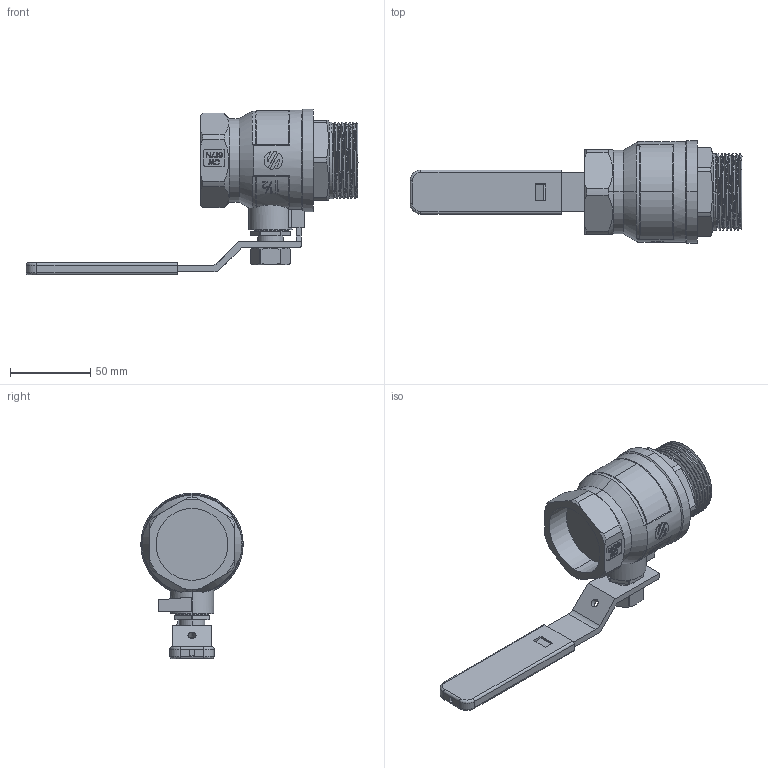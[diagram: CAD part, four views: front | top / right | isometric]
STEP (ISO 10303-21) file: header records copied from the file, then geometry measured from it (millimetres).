
FILE_DESCRIPTION (( 'STEP AP214' ), '1' );
FILE_NAME ('5356.STEP', '2020-10-05T11:08:11', ( '' ), ( '' ), 'SwSTEP 2.0', 'SolidWorks 2012', '' );
FILE_SCHEMA (( 'AUTOMOTIVE_DESIGN' ));
Length unit declared in the file: millimetre
Products named in the file (1): 5356
Bounding box: 207.35 x 64 x 103.5 mm (x, y, z)
Volume: 272754.6 mm3; surface area: 59280.1 mm2
Topology: 4 solids, 6 shells, 803 faces, 2203 edges, 1451 vertices
Faces by surface type: plane 572, cylinder 157, cone 56, bspline 18
Entity records: 40035 total; most frequent: CARTESIAN_POINT 12427, ORIENTED_EDGE 4406, DIRECTION 3211, EDGE_CURVE 2203, VERTEX_POINT 1451, LINE 1131, VECTOR 1131, AXIS2_PLACEMENT_3D 1040
